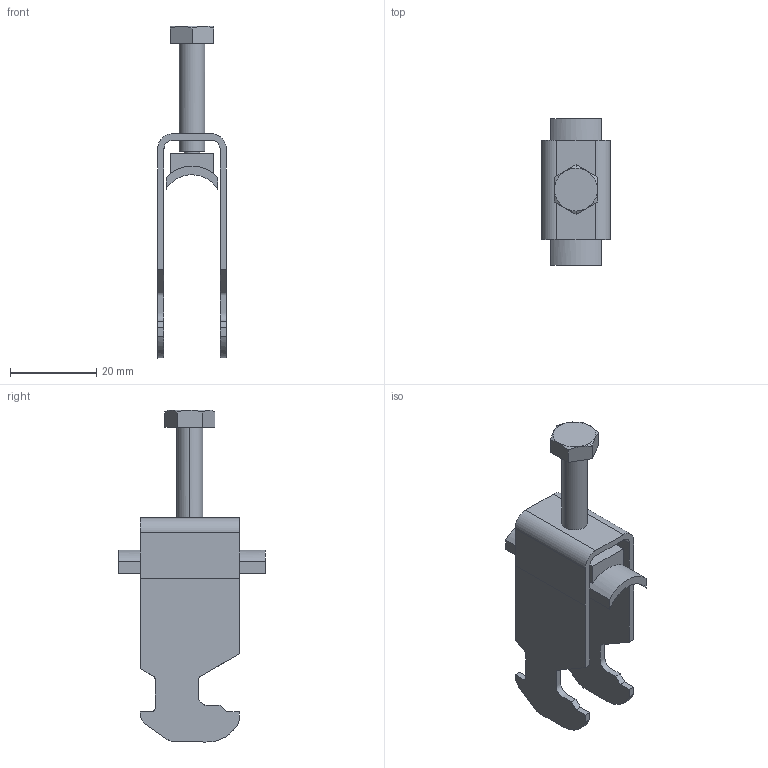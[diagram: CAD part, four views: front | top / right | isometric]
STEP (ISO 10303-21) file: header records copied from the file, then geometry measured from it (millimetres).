
FILE_DESCRIPTION(/* description */ (''),/* implementation_level */ '2;1');
FILE_NAME(/* name */ '1161121',/* time_stamp */ '2014-09-25T19:10:28+02:00',/* author */ (''),/* organization */ (''),/* preprocessor_version */ 'ST-DEVELOPER v15',/* originating_system */ '',/* authorisation */ '');
FILE_SCHEMA (('AUTOMOTIVE_DESIGN'));
Length unit declared in the file: millimetre
Products named in the file (2): Document; Block 05
Assembly tree (1 placements, depth 2):
  Document
    Block 05
Bounding box: 16 x 34 x 77 mm (x, y, z)
Volume: 6207.5 mm3; surface area: 7345.6 mm2
Topology: 3 solids, 3 shells, 57 faces, 142 edges, 94 vertices
Faces by surface type: plane 35, bspline 22
Entity records: 2082 total; most frequent: CARTESIAN_POINT 1145, ORIENTED_EDGE 284, EDGE_CURVE 142, VERTEX_POINT 94, B_SPLINE_CURVE_WITH_KNOTS 76, EDGE_LOOP 62, ADVANCED_FACE 57, FACE_OUTER_BOUND 57
